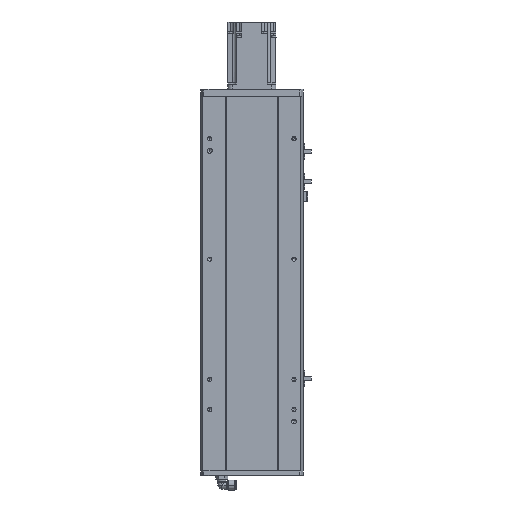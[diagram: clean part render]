
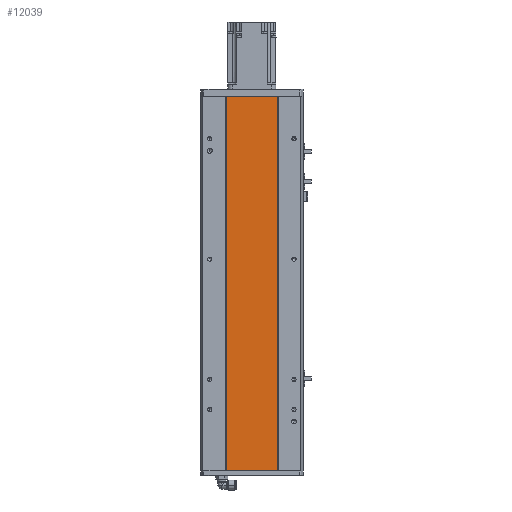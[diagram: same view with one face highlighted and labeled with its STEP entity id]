
A CAD part, front view. The second image highlights one B-rep face of the part: STEP entity #12039.
In plain terms, the highlighted planar face has unit normal (0, -1, 0).
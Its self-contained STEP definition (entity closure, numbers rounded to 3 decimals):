
#331 = AXIS2_PLACEMENT_3D ( 'NONE', #24209, #5809, #1772 ) ;
#1772 = DIRECTION ( 'NONE',  ( -1., 0., 0. ) ) ;
#3722 = VECTOR ( 'NONE', #25802, 1000. ) ;
#4077 = DIRECTION ( 'NONE',  ( 1., 0., 0. ) ) ;
#4125 = CARTESIAN_POINT ( 'NONE',  ( 43., -41., 0. ) ) ;
#4558 = DIRECTION ( 'NONE',  ( 0., 0., -1. ) ) ;
#4735 = VERTEX_POINT ( 'NONE', #11140 ) ;
#4967 = VECTOR ( 'NONE', #4558, 1000. ) ;
#5598 = CARTESIAN_POINT ( 'NONE',  ( -43., -41., 622. ) ) ;
#5809 = DIRECTION ( 'NONE',  ( 0., 1., 0. ) ) ;
#6564 = CARTESIAN_POINT ( 'NONE',  ( 43., -41., 622. ) ) ;
#6778 = EDGE_CURVE ( 'NONE', #11682, #11841, #14237, .T. ) ;
#7404 = CARTESIAN_POINT ( 'NONE',  ( -43., -41., 622. ) ) ;
#8272 = EDGE_CURVE ( 'NONE', #11841, #13195, #20856, .T. ) ;
#9322 = ORIENTED_EDGE ( 'NONE', *, *, #6778, .F. ) ;
#9357 = EDGE_LOOP ( 'NONE', ( #17488, #15663, #9322, #18821 ) ) ;
#10293 = EDGE_CURVE ( 'NONE', #11682, #4735, #10431, .T. ) ;
#10431 = LINE ( 'NONE', #24839, #4967 ) ;
#10729 = EDGE_CURVE ( 'NONE', #4735, #13195, #24377, .T. ) ;
#11140 = CARTESIAN_POINT ( 'NONE',  ( -43., -41., 0. ) ) ;
#11682 = VERTEX_POINT ( 'NONE', #5598 ) ;
#11841 = VERTEX_POINT ( 'NONE', #6564 ) ;
#11979 = VECTOR ( 'NONE', #4077, 1000. ) ;
#12039 = ADVANCED_FACE ( 'NONE', ( #12202 ), #20209, .F. ) ;
#12202 = FACE_OUTER_BOUND ( 'NONE', #9357, .T. ) ;
#13195 = VERTEX_POINT ( 'NONE', #4125 ) ;
#13315 = CARTESIAN_POINT ( 'NONE',  ( 43., -41., 622. ) ) ;
#14237 = LINE ( 'NONE', #7404, #3722 ) ;
#15663 = ORIENTED_EDGE ( 'NONE', *, *, #8272, .F. ) ;
#17488 = ORIENTED_EDGE ( 'NONE', *, *, #10729, .T. ) ;
#18821 = ORIENTED_EDGE ( 'NONE', *, *, #10293, .T. ) ;
#20209 = PLANE ( 'NONE',  #331 ) ;
#20856 = LINE ( 'NONE', #13315, #24979 ) ;
#24209 = CARTESIAN_POINT ( 'NONE',  ( -43., -41., 622. ) ) ;
#24377 = LINE ( 'NONE', #24547, #11979 ) ;
#24547 = CARTESIAN_POINT ( 'NONE',  ( -43., -41., 0. ) ) ;
#24839 = CARTESIAN_POINT ( 'NONE',  ( -43., -41., 622. ) ) ;
#24979 = VECTOR ( 'NONE', #25596, 1000. ) ;
#25596 = DIRECTION ( 'NONE',  ( 0., 0., -1. ) ) ;
#25802 = DIRECTION ( 'NONE',  ( 1., 0., 0. ) ) ;
